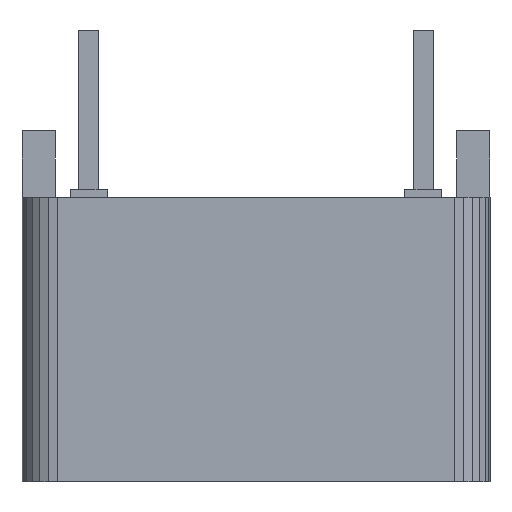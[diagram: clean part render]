
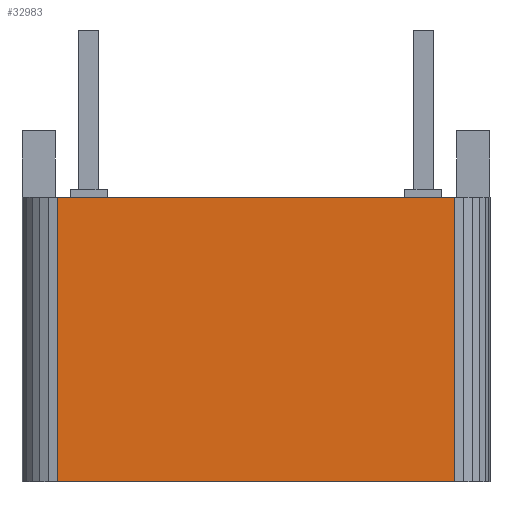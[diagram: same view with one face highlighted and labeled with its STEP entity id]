
A CAD part, left-side view. The second image highlights one B-rep face of the part: STEP entity #32983.
In plain terms, the highlighted planar face has unit normal (-1, 0, 0).
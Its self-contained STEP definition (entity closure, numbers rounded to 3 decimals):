
#388 = PLANE('',#389);
#389 = AXIS2_PLACEMENT_3D('',#390,#391,#392);
#390 = CARTESIAN_POINT('',(12.939,14.,0.));
#391 = DIRECTION('',(0.,0.,-1.));
#392 = DIRECTION('',(-1.,0.,0.));
#740 = VERTEX_POINT('',#741);
#741 = CARTESIAN_POINT('',(0.,1.061,0.));
#755 = PLANE('',#756);
#756 = AXIS2_PLACEMENT_3D('',#757,#758,#759);
#757 = CARTESIAN_POINT('',(0.,1.061,0.));
#758 = DIRECTION('',(-0.991,-0.13,0.));
#759 = DIRECTION('',(0.13,-0.991,0.));
#767 = EDGE_CURVE('',#768,#740,#770,.T.);
#768 = VERTEX_POINT('',#769);
#769 = CARTESIAN_POINT('',(0.003,12.941,0.)
  );
#770 = SURFACE_CURVE('',#771,(#775,#782),.PCURVE_S1.);
#771 = LINE('',#772,#773);
#772 = CARTESIAN_POINT('',(0.003,12.941,0.)
  );
#773 = VECTOR('',#774,1.);
#774 = DIRECTION('',(0.,-1.,0.));
#775 = PCURVE('',#388,#776);
#776 = DEFINITIONAL_REPRESENTATION('',(#777),#781);
#777 = LINE('',#778,#779);
#778 = CARTESIAN_POINT('',(12.936,-1.059));
#779 = VECTOR('',#780,1.);
#780 = DIRECTION('',(0.,-1.));
#781 = ( GEOMETRIC_REPRESENTATION_CONTEXT(2) 
PARAMETRIC_REPRESENTATION_CONTEXT() REPRESENTATION_CONTEXT('2D SPACE',''
  ) );
#782 = PCURVE('',#783,#788);
#783 = PLANE('',#784);
#784 = AXIS2_PLACEMENT_3D('',#785,#786,#787);
#785 = CARTESIAN_POINT('',(0.003,12.941,0.)
  );
#786 = DIRECTION('',(-1.,0.,0.));
#787 = DIRECTION('',(0.,-1.,0.));
#788 = DEFINITIONAL_REPRESENTATION('',(#789),#793);
#789 = LINE('',#790,#791);
#790 = CARTESIAN_POINT('',(0.,0.));
#791 = VECTOR('',#792,1.);
#792 = DIRECTION('',(1.,0.));
#793 = ( GEOMETRIC_REPRESENTATION_CONTEXT(2) 
PARAMETRIC_REPRESENTATION_CONTEXT() REPRESENTATION_CONTEXT('2D SPACE',''
  ) );
#811 = PLANE('',#812);
#812 = AXIS2_PLACEMENT_3D('',#813,#814,#815);
#813 = CARTESIAN_POINT('',(0.039,13.215,0.)
  );
#814 = DIRECTION('',(-0.991,0.131,0.));
#815 = DIRECTION('',(-0.131,-0.991,0.));
#11813 = PLANE('',#11814);
#11814 = AXIS2_PLACEMENT_3D('',#11815,#11816,#11817);
#11815 = CARTESIAN_POINT('',(3.,11.987,8.5));
#11816 = DIRECTION('',(0.,0.,1.));
#11817 = DIRECTION('',(1.,0.,0.));
#32939 = EDGE_CURVE('',#768,#32940,#32942,.T.);
#32940 = VERTEX_POINT('',#32941);
#32941 = CARTESIAN_POINT('',(0.003,12.941,8.5));
#32942 = SURFACE_CURVE('',#32943,(#32947,#32954),.PCURVE_S1.);
#32943 = LINE('',#32944,#32945);
#32944 = CARTESIAN_POINT('',(0.003,12.941,0.
    ));
#32945 = VECTOR('',#32946,1.);
#32946 = DIRECTION('',(0.,0.,1.));
#32947 = PCURVE('',#811,#32948);
#32948 = DEFINITIONAL_REPRESENTATION('',(#32949),#32953);
#32949 = LINE('',#32950,#32951);
#32950 = CARTESIAN_POINT('',(0.276,0.));
#32951 = VECTOR('',#32952,1.);
#32952 = DIRECTION('',(0.,1.));
#32953 = ( GEOMETRIC_REPRESENTATION_CONTEXT(2) 
PARAMETRIC_REPRESENTATION_CONTEXT() REPRESENTATION_CONTEXT('2D SPACE',''
  ) );
#32954 = PCURVE('',#783,#32955);
#32955 = DEFINITIONAL_REPRESENTATION('',(#32956),#32960);
#32956 = LINE('',#32957,#32958);
#32957 = CARTESIAN_POINT('',(0.,0.));
#32958 = VECTOR('',#32959,1.);
#32959 = DIRECTION('',(0.,1.));
#32960 = ( GEOMETRIC_REPRESENTATION_CONTEXT(2) 
PARAMETRIC_REPRESENTATION_CONTEXT() REPRESENTATION_CONTEXT('2D SPACE',''
  ) );
#32983 = ADVANCED_FACE('',(#32984),#783,.T.);
#32984 = FACE_BOUND('',#32985,.T.);
#32985 = EDGE_LOOP('',(#32986,#32987,#33010,#33031));
#32986 = ORIENTED_EDGE('',*,*,#767,.T.);
#32987 = ORIENTED_EDGE('',*,*,#32988,.T.);
#32988 = EDGE_CURVE('',#740,#32989,#32991,.T.);
#32989 = VERTEX_POINT('',#32990);
#32990 = CARTESIAN_POINT('',(0.,1.061,8.5));
#32991 = SURFACE_CURVE('',#32992,(#32996,#33003),.PCURVE_S1.);
#32992 = LINE('',#32993,#32994);
#32993 = CARTESIAN_POINT('',(0.,1.061,0.)
  );
#32994 = VECTOR('',#32995,1.);
#32995 = DIRECTION('',(0.,0.,1.));
#32996 = PCURVE('',#783,#32997);
#32997 = DEFINITIONAL_REPRESENTATION('',(#32998),#33002);
#32998 = LINE('',#32999,#33000);
#32999 = CARTESIAN_POINT('',(11.88,0.));
#33000 = VECTOR('',#33001,1.);
#33001 = DIRECTION('',(0.,1.));
#33002 = ( GEOMETRIC_REPRESENTATION_CONTEXT(2) 
PARAMETRIC_REPRESENTATION_CONTEXT() REPRESENTATION_CONTEXT('2D SPACE',''
  ) );
#33003 = PCURVE('',#755,#33004);
#33004 = DEFINITIONAL_REPRESENTATION('',(#33005),#33009);
#33005 = LINE('',#33006,#33007);
#33006 = CARTESIAN_POINT('',(0.,0.));
#33007 = VECTOR('',#33008,1.);
#33008 = DIRECTION('',(0.,1.));
#33009 = ( GEOMETRIC_REPRESENTATION_CONTEXT(2) 
PARAMETRIC_REPRESENTATION_CONTEXT() REPRESENTATION_CONTEXT('2D SPACE',''
  ) );
#33010 = ORIENTED_EDGE('',*,*,#33011,.F.);
#33011 = EDGE_CURVE('',#32940,#32989,#33012,.T.);
#33012 = SURFACE_CURVE('',#33013,(#33017,#33024),.PCURVE_S1.);
#33013 = LINE('',#33014,#33015);
#33014 = CARTESIAN_POINT('',(0.003,12.941,8.5));
#33015 = VECTOR('',#33016,1.);
#33016 = DIRECTION('',(0.,-1.,0.));
#33017 = PCURVE('',#783,#33018);
#33018 = DEFINITIONAL_REPRESENTATION('',(#33019),#33023);
#33019 = LINE('',#33020,#33021);
#33020 = CARTESIAN_POINT('',(0.,8.5));
#33021 = VECTOR('',#33022,1.);
#33022 = DIRECTION('',(1.,0.));
#33023 = ( GEOMETRIC_REPRESENTATION_CONTEXT(2) 
PARAMETRIC_REPRESENTATION_CONTEXT() REPRESENTATION_CONTEXT('2D SPACE',''
  ) );
#33024 = PCURVE('',#11813,#33025);
#33025 = DEFINITIONAL_REPRESENTATION('',(#33026),#33030);
#33026 = LINE('',#33027,#33028);
#33027 = CARTESIAN_POINT('',(-2.997,0.954));
#33028 = VECTOR('',#33029,1.);
#33029 = DIRECTION('',(0.,-1.));
#33030 = ( GEOMETRIC_REPRESENTATION_CONTEXT(2) 
PARAMETRIC_REPRESENTATION_CONTEXT() REPRESENTATION_CONTEXT('2D SPACE',''
  ) );
#33031 = ORIENTED_EDGE('',*,*,#32939,.F.);
